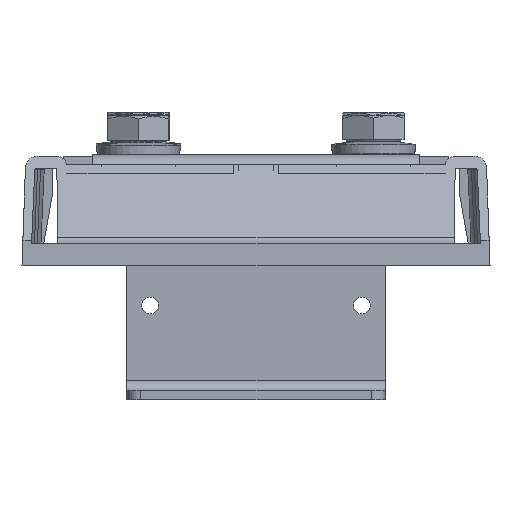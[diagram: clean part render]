
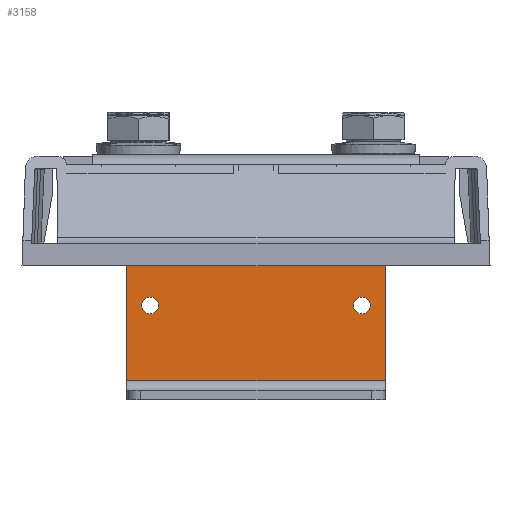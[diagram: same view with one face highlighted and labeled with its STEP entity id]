
A CAD part, left-side view. The second image highlights one B-rep face of the part: STEP entity #3158.
In plain terms, the highlighted face is planar.
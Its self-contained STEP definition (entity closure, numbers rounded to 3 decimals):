
#2986=AXIS2_PLACEMENT_3D('Plane Axis2P3D',#2983,#2984,#2985) ;
#3006=AXIS2_PLACEMENT_3D('Circle Axis2P3D',#3004,#3005,$) ;
#3020=AXIS2_PLACEMENT_3D('Circle Axis2P3D',#3018,#3019,$) ;
#3048=AXIS2_PLACEMENT_3D('Circle Axis2P3D',#3046,#3047,$) ;
#3062=AXIS2_PLACEMENT_3D('Circle Axis2P3D',#3060,#3061,$) ;
#3088=AXIS2_PLACEMENT_3D('Circle Axis2P3D',#3086,#3087,$) ;
#3097=AXIS2_PLACEMENT_3D('Circle Axis2P3D',#3095,#3096,$) ;
#3106=AXIS2_PLACEMENT_3D('Circle Axis2P3D',#3104,#3105,$) ;
#3115=AXIS2_PLACEMENT_3D('Circle Axis2P3D',#3113,#3114,$) ;
#3124=AXIS2_PLACEMENT_3D('Circle Axis2P3D',#3122,#3123,$) ;
#3133=AXIS2_PLACEMENT_3D('Circle Axis2P3D',#3131,#3132,$) ;
#3142=AXIS2_PLACEMENT_3D('Circle Axis2P3D',#3140,#3141,$) ;
#3151=AXIS2_PLACEMENT_3D('Circle Axis2P3D',#3149,#3150,$) ;
#2983=CARTESIAN_POINT('Axis2P3D Location',(127.5,-0.,-0.)) ;
#2988=CARTESIAN_POINT('Line Origine',(515.,0.,-6.)) ;
#2992=CARTESIAN_POINT('Vertex',(542.5,0.,-6.)) ;
#2994=CARTESIAN_POINT('Vertex',(487.5,0.,-6.)) ;
#2997=CARTESIAN_POINT('Line Origine',(542.5,0.,11.75)) ;
#3001=CARTESIAN_POINT('Vertex',(542.5,0.,29.5)) ;
#3004=CARTESIAN_POINT('Axis2P3D Location',(545.5,0.,29.5)) ;
#3008=CARTESIAN_POINT('Vertex',(545.5,0.,32.5)) ;
#3011=CARTESIAN_POINT('Line Origine',(546.125,0.,32.5)) ;
#3015=CARTESIAN_POINT('Vertex',(546.75,0.,32.5)) ;
#3018=CARTESIAN_POINT('Axis2P3D Location',(546.75,0.,35.5)) ;
#3022=CARTESIAN_POINT('Vertex',(549.75,0.,35.5)) ;
#3025=CARTESIAN_POINT('Line Origine',(549.75,0.,36.75)) ;
#3029=CARTESIAN_POINT('Vertex',(549.75,0.,38.)) ;
#3032=CARTESIAN_POINT('Line Origine',(515.,0.,38.)) ;
#3036=CARTESIAN_POINT('Vertex',(480.25,0.,38.)) ;
#3039=CARTESIAN_POINT('Line Origine',(480.25,0.,36.75)) ;
#3043=CARTESIAN_POINT('Vertex',(480.25,0.,35.5)) ;
#3046=CARTESIAN_POINT('Axis2P3D Location',(483.25,0.,35.5)) ;
#3050=CARTESIAN_POINT('Vertex',(483.25,0.,32.5)) ;
#3053=CARTESIAN_POINT('Line Origine',(483.875,0.,32.5)) ;
#3057=CARTESIAN_POINT('Vertex',(484.5,0.,32.5)) ;
#3060=CARTESIAN_POINT('Axis2P3D Location',(484.5,0.,29.5)) ;
#3064=CARTESIAN_POINT('Vertex',(487.5,0.,29.5)) ;
#3067=CARTESIAN_POINT('Line Origine',(487.5,0.,11.75)) ;
#3086=CARTESIAN_POINT('Axis2P3D Location',(504.,0.,30.)) ;
#3090=CARTESIAN_POINT('Vertex',(504.,0.,28.2)) ;
#3092=CARTESIAN_POINT('Vertex',(504.,0.,31.8)) ;
#3095=CARTESIAN_POINT('Axis2P3D Location',(504.,0.,30.)) ;
#3104=CARTESIAN_POINT('Axis2P3D Location',(526.,0.,30.)) ;
#3108=CARTESIAN_POINT('Vertex',(526.,0.,28.2)) ;
#3110=CARTESIAN_POINT('Vertex',(526.,0.,31.8)) ;
#3113=CARTESIAN_POINT('Axis2P3D Location',(526.,0.,30.)) ;
#3122=CARTESIAN_POINT('Axis2P3D Location',(537.5,0.,10.)) ;
#3126=CARTESIAN_POINT('Vertex',(537.5,0.,8.2)) ;
#3128=CARTESIAN_POINT('Vertex',(537.5,0.,11.8)) ;
#3131=CARTESIAN_POINT('Axis2P3D Location',(537.5,0.,10.)) ;
#3140=CARTESIAN_POINT('Axis2P3D Location',(492.5,0.,10.)) ;
#3144=CARTESIAN_POINT('Vertex',(492.5,0.,8.2)) ;
#3146=CARTESIAN_POINT('Vertex',(492.5,0.,11.8)) ;
#3149=CARTESIAN_POINT('Axis2P3D Location',(492.5,0.,10.)) ;
#2984=DIRECTION('Axis2P3D Direction',(0.,1.,0.)) ;
#2985=DIRECTION('Axis2P3D XDirection',(0.,0.,1.)) ;
#2989=DIRECTION('Vector Direction',(-1.,0.,0.)) ;
#2998=DIRECTION('Vector Direction',(0.,0.,1.)) ;
#3005=DIRECTION('Axis2P3D Direction',(0.,1.,0.)) ;
#3012=DIRECTION('Vector Direction',(1.,0.,0.)) ;
#3019=DIRECTION('Axis2P3D Direction',(0.,1.,0.)) ;
#3026=DIRECTION('Vector Direction',(0.,0.,-1.)) ;
#3033=DIRECTION('Vector Direction',(-1.,0.,0.)) ;
#3040=DIRECTION('Vector Direction',(0.,0.,-1.)) ;
#3047=DIRECTION('Axis2P3D Direction',(0.,1.,0.)) ;
#3054=DIRECTION('Vector Direction',(-1.,0.,0.)) ;
#3061=DIRECTION('Axis2P3D Direction',(0.,1.,0.)) ;
#3068=DIRECTION('Vector Direction',(0.,0.,1.)) ;
#3087=DIRECTION('Axis2P3D Direction',(0.,1.,0.)) ;
#3096=DIRECTION('Axis2P3D Direction',(0.,1.,0.)) ;
#3105=DIRECTION('Axis2P3D Direction',(0.,1.,0.)) ;
#3114=DIRECTION('Axis2P3D Direction',(0.,1.,0.)) ;
#3123=DIRECTION('Axis2P3D Direction',(0.,1.,0.)) ;
#3132=DIRECTION('Axis2P3D Direction',(0.,1.,0.)) ;
#3141=DIRECTION('Axis2P3D Direction',(0.,1.,0.)) ;
#3150=DIRECTION('Axis2P3D Direction',(0.,1.,0.)) ;
#2990=VECTOR('Line Direction',#2989,1.) ;
#2999=VECTOR('Line Direction',#2998,1.) ;
#3013=VECTOR('Line Direction',#3012,1.) ;
#3027=VECTOR('Line Direction',#3026,1.) ;
#3034=VECTOR('Line Direction',#3033,1.) ;
#3041=VECTOR('Line Direction',#3040,1.) ;
#3055=VECTOR('Line Direction',#3054,1.) ;
#3069=VECTOR('Line Direction',#3068,1.) ;
#3073=ORIENTED_EDGE('',*,*,#2996,.F.) ;
#3074=ORIENTED_EDGE('',*,*,#3003,.T.) ;
#3075=ORIENTED_EDGE('',*,*,#3010,.T.) ;
#3076=ORIENTED_EDGE('',*,*,#3017,.T.) ;
#3077=ORIENTED_EDGE('',*,*,#3024,.F.) ;
#3078=ORIENTED_EDGE('',*,*,#3031,.F.) ;
#3079=ORIENTED_EDGE('',*,*,#3038,.T.) ;
#3080=ORIENTED_EDGE('',*,*,#3045,.T.) ;
#3081=ORIENTED_EDGE('',*,*,#3052,.F.) ;
#3082=ORIENTED_EDGE('',*,*,#3059,.F.) ;
#3083=ORIENTED_EDGE('',*,*,#3066,.T.) ;
#3084=ORIENTED_EDGE('',*,*,#3071,.F.) ;
#3101=ORIENTED_EDGE('',*,*,#3094,.T.) ;
#3102=ORIENTED_EDGE('',*,*,#3099,.T.) ;
#3119=ORIENTED_EDGE('',*,*,#3112,.T.) ;
#3120=ORIENTED_EDGE('',*,*,#3117,.T.) ;
#3137=ORIENTED_EDGE('',*,*,#3130,.T.) ;
#3138=ORIENTED_EDGE('',*,*,#3135,.T.) ;
#3155=ORIENTED_EDGE('',*,*,#3148,.T.) ;
#3156=ORIENTED_EDGE('',*,*,#3153,.T.) ;
#3103=FACE_BOUND('',#3100,.T.) ;
#3121=FACE_BOUND('',#3118,.T.) ;
#3139=FACE_BOUND('',#3136,.T.) ;
#3157=FACE_BOUND('',#3154,.T.) ;
#3158=ADVANCED_FACE('K\X2\00F6\X0\rper.1 (aus 155991_09 CATIA V4)',(#3085,#3103,#3121,#3139,#3157),#2987,.F.) ;
#3007=CIRCLE('generated circle',#3006,3.) ;
#3021=CIRCLE('generated circle',#3020,3.) ;
#3049=CIRCLE('generated circle',#3048,3.) ;
#3063=CIRCLE('generated circle',#3062,3.) ;
#3089=CIRCLE('generated circle',#3088,1.8) ;
#3098=CIRCLE('generated circle',#3097,1.8) ;
#3107=CIRCLE('generated circle',#3106,1.8) ;
#3116=CIRCLE('generated circle',#3115,1.8) ;
#3125=CIRCLE('generated circle',#3124,1.8) ;
#3134=CIRCLE('generated circle',#3133,1.8) ;
#3143=CIRCLE('generated circle',#3142,1.8) ;
#3152=CIRCLE('generated circle',#3151,1.8) ;
#2996=EDGE_CURVE('',#2993,#2995,#2991,.T.) ;
#3003=EDGE_CURVE('',#2993,#3002,#3000,.T.) ;
#3010=EDGE_CURVE('',#3002,#3009,#3007,.T.) ;
#3017=EDGE_CURVE('',#3009,#3016,#3014,.T.) ;
#3024=EDGE_CURVE('',#3023,#3016,#3021,.T.) ;
#3031=EDGE_CURVE('',#3030,#3023,#3028,.T.) ;
#3038=EDGE_CURVE('',#3030,#3037,#3035,.T.) ;
#3045=EDGE_CURVE('',#3037,#3044,#3042,.T.) ;
#3052=EDGE_CURVE('',#3051,#3044,#3049,.T.) ;
#3059=EDGE_CURVE('',#3058,#3051,#3056,.T.) ;
#3066=EDGE_CURVE('',#3058,#3065,#3063,.T.) ;
#3071=EDGE_CURVE('',#2995,#3065,#3070,.T.) ;
#3094=EDGE_CURVE('',#3091,#3093,#3089,.T.) ;
#3099=EDGE_CURVE('',#3093,#3091,#3098,.T.) ;
#3112=EDGE_CURVE('',#3109,#3111,#3107,.T.) ;
#3117=EDGE_CURVE('',#3111,#3109,#3116,.T.) ;
#3130=EDGE_CURVE('',#3127,#3129,#3125,.T.) ;
#3135=EDGE_CURVE('',#3129,#3127,#3134,.T.) ;
#3148=EDGE_CURVE('',#3145,#3147,#3143,.T.) ;
#3153=EDGE_CURVE('',#3147,#3145,#3152,.T.) ;
#3072=EDGE_LOOP('',(#3073,#3074,#3075,#3076,#3077,#3078,#3079,#3080,#3081,#3082,#3083,#3084)) ;
#3100=EDGE_LOOP('',(#3101,#3102)) ;
#3118=EDGE_LOOP('',(#3119,#3120)) ;
#3136=EDGE_LOOP('',(#3137,#3138)) ;
#3154=EDGE_LOOP('',(#3155,#3156)) ;
#3085=FACE_OUTER_BOUND('',#3072,.T.) ;
#2991=LINE('Line',#2988,#2990) ;
#3000=LINE('Line',#2997,#2999) ;
#3014=LINE('Line',#3011,#3013) ;
#3028=LINE('Line',#3025,#3027) ;
#3035=LINE('Line',#3032,#3034) ;
#3042=LINE('Line',#3039,#3041) ;
#3056=LINE('Line',#3053,#3055) ;
#3070=LINE('Line',#3067,#3069) ;
#2987=PLANE('Plane',#2986) ;
#2993=VERTEX_POINT('',#2992) ;
#2995=VERTEX_POINT('',#2994) ;
#3002=VERTEX_POINT('',#3001) ;
#3009=VERTEX_POINT('',#3008) ;
#3016=VERTEX_POINT('',#3015) ;
#3023=VERTEX_POINT('',#3022) ;
#3030=VERTEX_POINT('',#3029) ;
#3037=VERTEX_POINT('',#3036) ;
#3044=VERTEX_POINT('',#3043) ;
#3051=VERTEX_POINT('',#3050) ;
#3058=VERTEX_POINT('',#3057) ;
#3065=VERTEX_POINT('',#3064) ;
#3091=VERTEX_POINT('',#3090) ;
#3093=VERTEX_POINT('',#3092) ;
#3109=VERTEX_POINT('',#3108) ;
#3111=VERTEX_POINT('',#3110) ;
#3127=VERTEX_POINT('',#3126) ;
#3129=VERTEX_POINT('',#3128) ;
#3145=VERTEX_POINT('',#3144) ;
#3147=VERTEX_POINT('',#3146) ;
